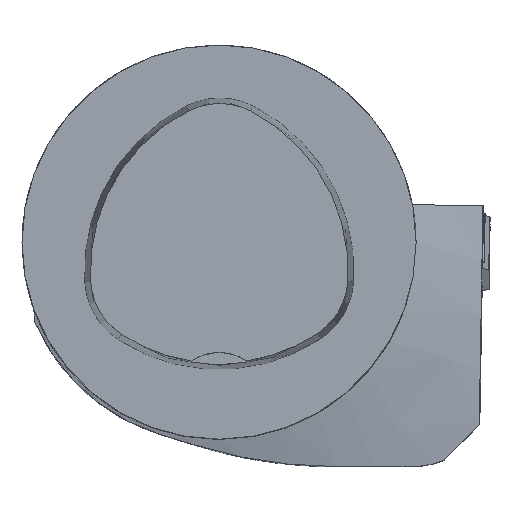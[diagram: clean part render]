
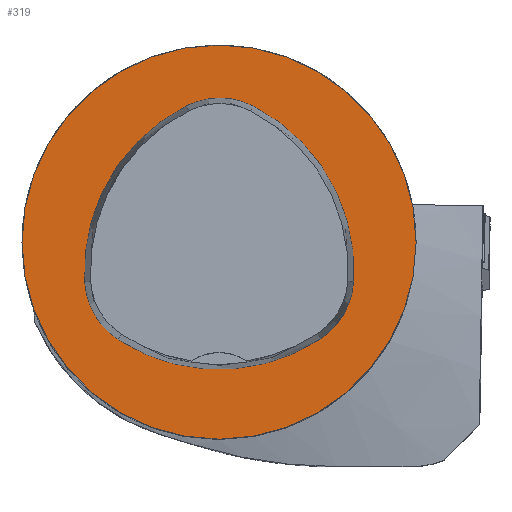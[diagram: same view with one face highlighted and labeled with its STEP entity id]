
A CAD part, top view. The second image highlights one B-rep face of the part: STEP entity #319.
In plain terms, the highlighted planar face has unit normal (0, 0, 1).
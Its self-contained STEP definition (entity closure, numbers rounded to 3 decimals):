
#139=FACE_BOUND('',#543,.T.);
#140=FACE_BOUND('',#544,.T.);
#173=CIRCLE('',#2037,16.);
#174=CIRCLE('',#2043,15.);
#176=CIRCLE('',#2046,6.);
#178=CIRCLE('',#2049,15.);
#180=CIRCLE('',#2052,6.);
#183=CIRCLE('',#2056,15.);
#186=CIRCLE('',#2060,6.);
#231=PLANE('',#2065);
#319=ADVANCED_FACE('',(#139,#140),#231,.T.);
#543=EDGE_LOOP('',(#995,#996,#997,#998,#999,#1000));
#544=EDGE_LOOP('',(#1001));
#995=ORIENTED_EDGE('',*,*,#1513,.F.);
#996=ORIENTED_EDGE('',*,*,#1508,.F.);
#997=ORIENTED_EDGE('',*,*,#1503,.F.);
#998=ORIENTED_EDGE('',*,*,#1500,.F.);
#999=ORIENTED_EDGE('',*,*,#1497,.F.);
#1000=ORIENTED_EDGE('',*,*,#1493,.F.);
#1001=ORIENTED_EDGE('',*,*,#1484,.T.);
#1262=VERTEX_POINT('',#3246);
#1271=VERTEX_POINT('',#3265);
#1272=VERTEX_POINT('',#3266);
#1275=VERTEX_POINT('',#3274);
#1277=VERTEX_POINT('',#3280);
#1279=VERTEX_POINT('',#3286);
#1283=VERTEX_POINT('',#3299);
#1484=EDGE_CURVE('',#1262,#1262,#173,.T.);
#1493=EDGE_CURVE('',#1271,#1272,#174,.T.);
#1497=EDGE_CURVE('',#1272,#1275,#176,.T.);
#1500=EDGE_CURVE('',#1275,#1277,#178,.T.);
#1503=EDGE_CURVE('',#1277,#1279,#180,.T.);
#1508=EDGE_CURVE('',#1279,#1283,#183,.T.);
#1513=EDGE_CURVE('',#1283,#1271,#186,.T.);
#2037=AXIS2_PLACEMENT_3D('',#3245,#2464,#2465);
#2043=AXIS2_PLACEMENT_3D('',#3264,#2480,#2481);
#2046=AXIS2_PLACEMENT_3D('',#3273,#2488,#2489);
#2049=AXIS2_PLACEMENT_3D('',#3279,#2495,#2496);
#2052=AXIS2_PLACEMENT_3D('',#3285,#2502,#2503);
#2056=AXIS2_PLACEMENT_3D('',#3298,#2511,#2512);
#2060=AXIS2_PLACEMENT_3D('',#3311,#2520,#2521);
#2065=AXIS2_PLACEMENT_3D('',#3316,#2530,#2531);
#2464=DIRECTION('',(0.,0.,1.));
#2465=DIRECTION('',(1.,0.,0.));
#2480=DIRECTION('',(0.,0.,1.));
#2481=DIRECTION('',(1.,0.,0.));
#2488=DIRECTION('',(0.,0.,1.));
#2489=DIRECTION('',(1.,0.,0.));
#2495=DIRECTION('',(0.,0.,1.));
#2496=DIRECTION('',(1.,0.,0.));
#2502=DIRECTION('',(0.,0.,1.));
#2503=DIRECTION('',(1.,0.,0.));
#2511=DIRECTION('',(0.,0.,1.));
#2512=DIRECTION('',(1.,0.,0.));
#2520=DIRECTION('',(0.,0.,1.));
#2521=DIRECTION('',(1.,0.,0.));
#2530=DIRECTION('',(0.,0.,1.));
#2531=DIRECTION('',(-1.,0.,0.));
#3245=CARTESIAN_POINT('',(0.,0.,0.));
#3246=CARTESIAN_POINT('',(16.,0.,0.));
#3264=CARTESIAN_POINT('',(-4.048,-2.316,0.));
#3265=CARTESIAN_POINT('',(10.926,-3.206,0.));
#3266=CARTESIAN_POINT('',(2.774,11.043,0.));
#3273=CARTESIAN_POINT('',(0.045,5.7,0.));
#3274=CARTESIAN_POINT('',(-2.638,11.066,0.));
#3279=CARTESIAN_POINT('',(4.07,-2.35,0.));
#3280=CARTESIAN_POINT('',(-10.903,-3.249,0.));
#3285=CARTESIAN_POINT('',(-4.914,-2.889,0.));
#3286=CARTESIAN_POINT('',(-8.177,-7.924,0.));
#3298=CARTESIAN_POINT('',(-0.019,4.663,0.));
#3299=CARTESIAN_POINT('',(8.24,-7.859,0.));
#3311=CARTESIAN_POINT('',(4.936,-2.85,0.));
#3316=CARTESIAN_POINT('',(0.,0.,0.));
